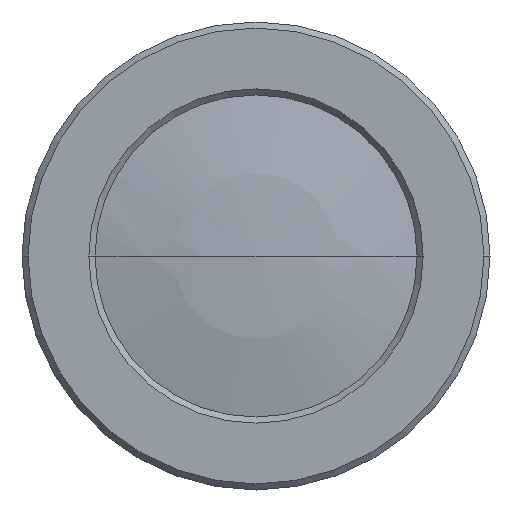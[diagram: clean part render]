
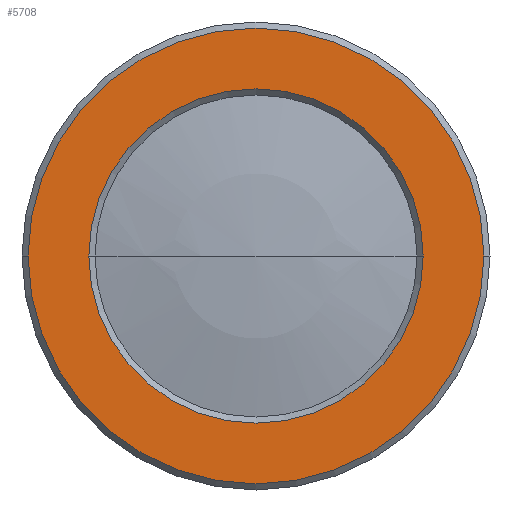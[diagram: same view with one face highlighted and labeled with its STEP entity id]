
A CAD part, front view. The second image highlights one B-rep face of the part: STEP entity #5708.
In plain terms, the highlighted planar face has unit normal (0, -1, 0).
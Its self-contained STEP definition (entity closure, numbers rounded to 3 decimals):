
#66=CARTESIAN_POINT('',(0.,-61.196,0.));
#67=DIRECTION('',(0.,-1.,0.));
#68=DIRECTION('',(1.,0.,0.));
#69=AXIS2_PLACEMENT_3D('',#66,#67,#68);
#71=CARTESIAN_POINT('',(0.,-61.196,0.));
#72=DIRECTION('',(0.,1.,0.));
#73=DIRECTION('',(1.,0.,0.));
#74=AXIS2_PLACEMENT_3D('',#71,#72,#73);
#76=CARTESIAN_POINT('',(0.,-61.196,0.));
#77=DIRECTION('',(0.,1.,0.));
#78=DIRECTION('',(1.,0.,0.));
#79=AXIS2_PLACEMENT_3D('',#76,#77,#78);
#85=CARTESIAN_POINT('',(0.,-61.196,0.));
#86=DIRECTION('',(0.,-1.,0.));
#87=DIRECTION('',(1.,0.,0.));
#88=AXIS2_PLACEMENT_3D('',#85,#86,#87);
#5489=CARTESIAN_POINT('',(4.924,-61.196,0.));
#5490=VERTEX_POINT('',#5489);
#5491=CARTESIAN_POINT('',(6.714,-61.196,0.));
#5493=VERTEX_POINT('',#5491);
#5537=CARTESIAN_POINT('',(-4.924,-61.196,0.));
#5538=VERTEX_POINT('',#5537);
#5539=CARTESIAN_POINT('',(-6.714,-61.196,0.));
#5541=VERTEX_POINT('',#5539);
#5693=CARTESIAN_POINT('',(0.,-61.196,0.));
#5694=DIRECTION('',(0.,1.,0.));
#5695=DIRECTION('',(1.,0.,0.));
#5696=AXIS2_PLACEMENT_3D('',#5693,#5694,#5695);
#5697=PLANE('',#5696);
#5699=ORIENTED_EDGE('',*,*,#5698,.T.);
#5701=ORIENTED_EDGE('',*,*,#5700,.F.);
#5702=EDGE_LOOP('',(#5699,#5701));
#5703=FACE_OUTER_BOUND('',#5702,.F.);
#5704=ORIENTED_EDGE('',*,*,#5675,.T.);
#5705=ORIENTED_EDGE('',*,*,#5686,.F.);
#5706=EDGE_LOOP('',(#5704,#5705));
#5707=FACE_BOUND('',#5706,.F.);
#70=CIRCLE('',#69,4.924);
#75=CIRCLE('',#74,4.924);
#80=CIRCLE('',#79,6.714);
#89=CIRCLE('',#88,6.714);
#5675=EDGE_CURVE('',#5490,#5538,#70,.T.);
#5686=EDGE_CURVE('',#5490,#5538,#75,.T.);
#5698=EDGE_CURVE('',#5493,#5541,#80,.T.);
#5700=EDGE_CURVE('',#5493,#5541,#89,.T.);
#5708=ADVANCED_FACE('',(#5703,#5707),#5697,.F.);
